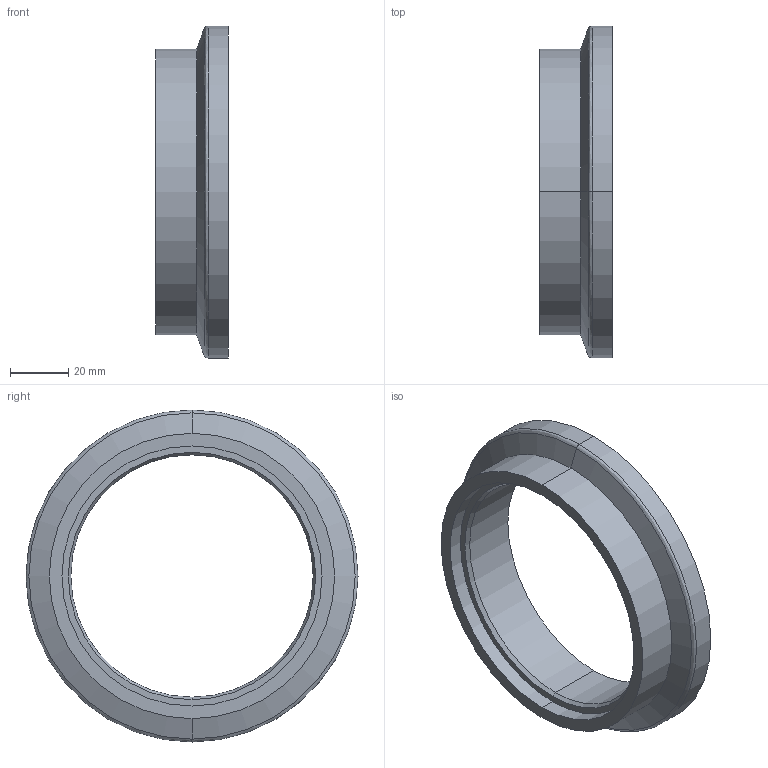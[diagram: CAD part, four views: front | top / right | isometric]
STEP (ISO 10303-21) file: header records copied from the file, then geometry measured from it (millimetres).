
FILE_DESCRIPTION( (''), '2;1');
FILE_NAME ('CAD714.5384.VP3080_22929.stp','2016-04-01T16:12:30',(''),(''),'spGate 11.3.9','spGate','');
FILE_SCHEMA (('AUTOMOTIVE_DESIGN'));
Length unit declared in the file: millimetre
Bounding box: 25 x 114 x 114 mm (x, y, z)
Volume: 73415.5 mm3; surface area: 23292.4 mm2
Topology: 1 solids, 1 shells, 17 faces, 34 edges, 20 vertices
Faces by surface type: cylinder 8, bspline 6, plane 3
Entity records: 805 total; most frequent: CARTESIAN_POINT 171, ORIENTED_EDGE 68, DIRECTION 62, COLOUR_RGB 52, PRESENTATION_STYLE_ASSIGNMENT 52, STYLED_ITEM 52, EDGE_CURVE 34, DRAUGHTING_PRE_DEFINED_CURVE_FONT 34
